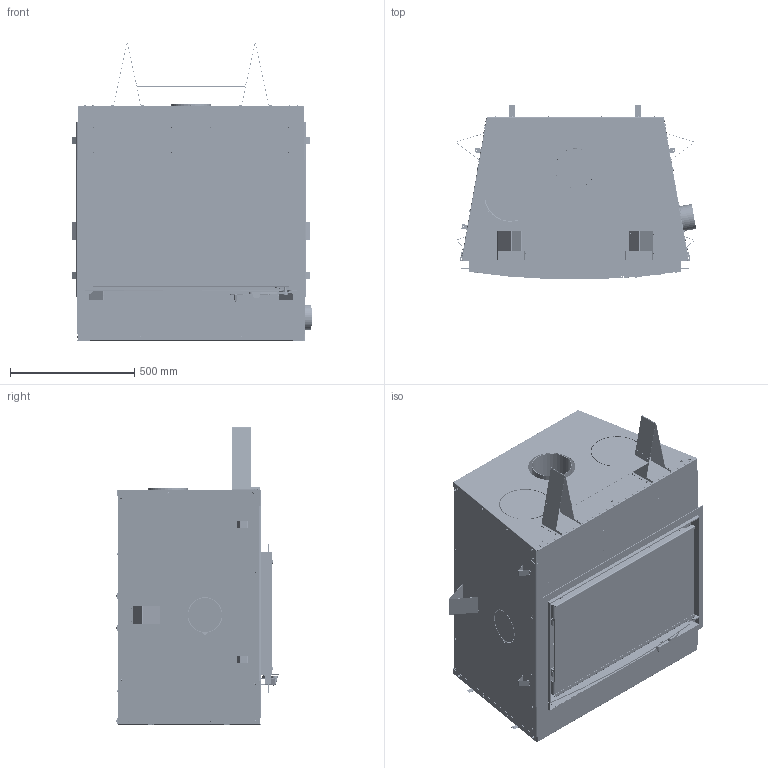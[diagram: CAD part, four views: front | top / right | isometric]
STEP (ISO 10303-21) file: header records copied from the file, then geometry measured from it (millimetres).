
FILE_DESCRIPTION( ( 'Unknown' ), '1' );
FILE_NAME( 'FP12-CAD.stp', 'Unknown', ( 'Jean-Philippe Alain' ), ( 'SBI' ), 'PSStep 17.0.49', 'Unknown', ' ' );
FILE_SCHEMA( ( 'AUTOMOTIVE_DESIGN { 1 0 10303 214 1 1 1 1 }' ) );
Length unit declared in the file: inch
Products named in the file (118): SE66586-oa17; PL66586; 30597; 30117; 30592; SE66586-oa20; 30597-oa18; 30592-oa19; SE66618; PL66618; PL66619; 30154; SE66597-oa21; PL66593; PL66596; PL66595; PL66595-oa16; PL66594; PL66631; 30173; PL66597; SE53021-01-oa14; 30165; SE66592-oa37; PL66592; PL66590; PL66589; PL66589-oa31; 30592-oa32; 30592-oa33; 30778; PL66625; PL66588; 30215; 30215-oa34; 30423; 30423-oa35; 30501; 30038; PL66587 ...
Assembly tree (231 placements, depth 4):
  Assem1
    30165  x10
    30165-oa0
    30165-oa1
    30165-oa2
    30165-oa3
    30165-oa4
    30165-oa5
    PL66603
    PL66573
    PL66572
    PL63757
    30026  x4
    PL53043
    PL24166
    PL53122
    30506  x4
    PL53123
    PL53123-oa6
    PL63758
    PL63759
    PL63760
    30556
    PL63767  x2
    PL63767-oa7
    PL63767-oa8
    PL63768
    PL63768-oa9
    PL66574
    PL66602
    30161  x80
    PL66609
    PL66591
    PL66591-oa10
    23054
    30021  x10
    40005-23054  x2
    PL66500
    PL63766
    PL63766-oa74
    PL53065
    PL53065-oa75
    30132
    SE66571-oa11
      PL66571
    SE66570-oa12
      PL66570
    SE53021-01-oa14
      30165  x2
    SE66597-oa21
      PL66593
      PL66596
      PL66595
      PL66595-oa16
      PL66594
      PL66631
      30173
      PL66597
      SE66586-oa17
        PL66586
Bounding box: 966.74 x 702.98 x 1198.01 mm (x, y, z)
Volume: 9620848.6 mm3; surface area: 11162378.3 mm2
Topology: 219 solids, 219 shells, 7365 faces, 18932 edges, 12233 vertices
Faces by surface type: plane 4414, cylinder 2494, cone 261, bspline 86, torus 74, sphere 36
Full cylindrical faces by diameter (mm): 2.21 x18, 2.489 x2, 2.769 x75, 3.175 x26, 3.183 x1, 3.556 x20, 3.797 x1, 3.81 x10, 3.962 x28, 3.967 x6, 3.969 x10, 4.039 x2, 4.166 x80, 4.191 x3, 4.216 x10, 4.572 x1, 4.75 x8, 4.762 x62, 4.775 x14, 4.915 x4, 4.978 x1, 5.105 x4, 5.156 x29, 5.563 x5, 5.74 x4, 6.198 x18, 6.35 x12, 6.401 x2, 6.477 x4, 6.604 x3
Entity records: 158051 total; most frequent: CARTESIAN_POINT 29272, DIRECTION 20086, ORIENTED_EDGE 19064, EDGE_CURVE 9532, AXIS2_PLACEMENT_3D 6805, VERTEX_POINT 6501, LINE 6476, VECTOR 6476
